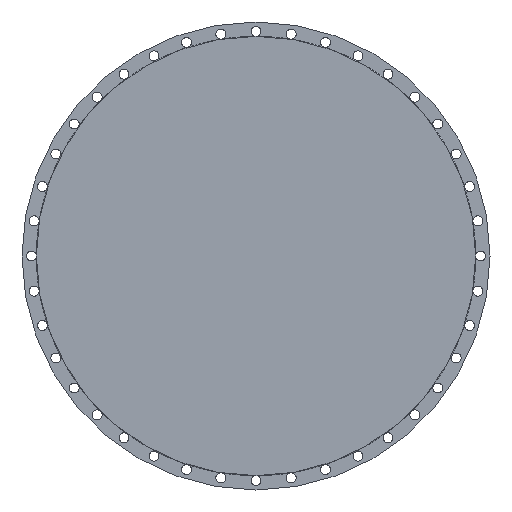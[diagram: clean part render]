
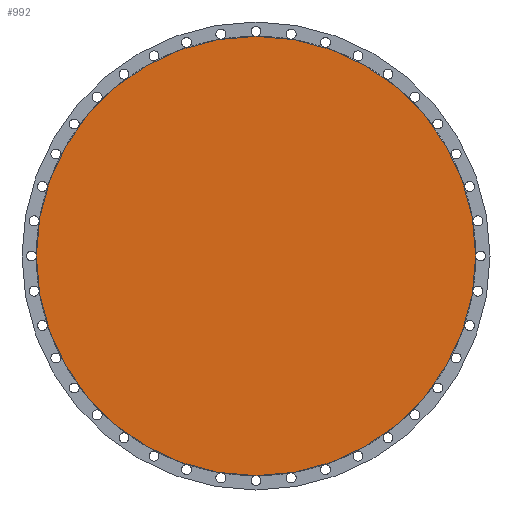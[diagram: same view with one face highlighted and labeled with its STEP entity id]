
A CAD part, left-side view. The second image highlights one B-rep face of the part: STEP entity #992.
In plain terms, the highlighted planar face has unit normal (-1, 0, 0).
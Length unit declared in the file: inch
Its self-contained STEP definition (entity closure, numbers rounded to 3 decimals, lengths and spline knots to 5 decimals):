
#207 = ORIENTED_EDGE ( 'NONE', *, *, #1849, .T. ) ;
#321 = CARTESIAN_POINT ( 'NONE',  ( 0., 0., -24.875 ) ) ;
#520 = EDGE_LOOP ( 'NONE', ( #1479, #207 ) ) ;
#650 = FACE_OUTER_BOUND ( 'NONE', #520, .T. ) ;
#977 = CARTESIAN_POINT ( 'NONE',  ( 0., 0., 24.875 ) ) ;
#992 = ADVANCED_FACE ( 'NONE', ( #650 ), #1831, .T. ) ;
#1125 = AXIS2_PLACEMENT_3D ( 'NONE', #3054, #3667, #2194 ) ;
#1479 = ORIENTED_EDGE ( 'NONE', *, *, #2273, .T. ) ;
#1502 = DIRECTION ( 'NONE',  ( -1., 0., 0. ) ) ;
#1746 = AXIS2_PLACEMENT_3D ( 'NONE', #2379, #1502, #2680 ) ;
#1831 = PLANE ( 'NONE',  #1746 ) ;
#1849 = EDGE_CURVE ( 'NONE', #3358, #2594, #2784, .T. ) ;
#2194 = DIRECTION ( 'NONE',  ( 0., 0., 1. ) ) ;
#2254 = DIRECTION ( 'NONE',  ( -1., 0., 0. ) ) ;
#2273 = EDGE_CURVE ( 'NONE', #2594, #3358, #3101, .T. ) ;
#2379 = CARTESIAN_POINT ( 'NONE',  ( 0., 0., 0. ) ) ;
#2594 = VERTEX_POINT ( 'NONE', #977 ) ;
#2680 = DIRECTION ( 'NONE',  ( 0., 0., 1. ) ) ;
#2784 = CIRCLE ( 'NONE', #1125, 24.875 ) ;
#2792 = AXIS2_PLACEMENT_3D ( 'NONE', #3363, #2254, #3739 ) ;
#3054 = CARTESIAN_POINT ( 'NONE',  ( 0., 0., 0. ) ) ;
#3101 = CIRCLE ( 'NONE', #2792, 24.875 ) ;
#3358 = VERTEX_POINT ( 'NONE', #321 ) ;
#3363 = CARTESIAN_POINT ( 'NONE',  ( 0., 0., 0. ) ) ;
#3667 = DIRECTION ( 'NONE',  ( -1., 0., 0. ) ) ;
#3739 = DIRECTION ( 'NONE',  ( 0., 0., 1. ) ) ;
